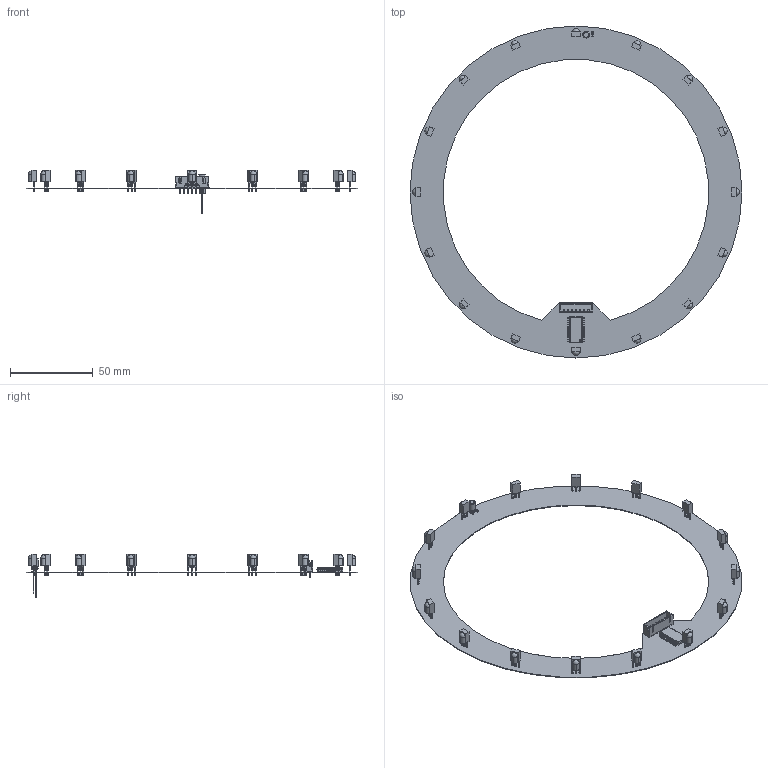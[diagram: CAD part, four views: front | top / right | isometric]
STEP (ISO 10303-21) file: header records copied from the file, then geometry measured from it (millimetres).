
FILE_DESCRIPTION(('Open CASCADE Model'),'2;1');
FILE_NAME('Open CASCADE Shape Model','2025-08-22T00:45:40',('Author'),( 'Open CASCADE'),'Open CASCADE STEP processor 6.8','Open CASCADE 6.8' ,'Unknown');
FILE_SCHEMA(('AUTOMOTIVE_DESIGN { 1 0 10303 214 1 1 1 1 }'));
Length unit declared in the file: millimetre
Products named in the file (42): PCB; Board; Open CASCADE STEP translator 6.8 1.1.1; U60; XH_2,54_7p_RGB13493756; 7536348512; Open_CASCADE_STEP_translator_6.8_12.1; Body; Open_CASCADE_STEP_translator_6.8_12.2.1; Leader; R1; R1206; C1; User_Library-Cap_4x7; User_Library-Cap_4x7_1_1; User_Library-Cap_4x7_2_1; User_Library-Cap_4x7_3_1; User_Library-Cap_4x7_4_1; User_Library-Cap_4x7_5_1; User_Library-Cap_4x7_6_1; User_Library-Cap_4x7_7_1; User_Library-Cap_4x7_8_1; User_Library-Cap_4x7_9_1; User_Library-Cap_4x7_10_1; TSOP
Assembly tree (79 placements, depth 5):
  PCB
    Board
      Open CASCADE STEP translator 6.8 1.1.1
    U60
      XH_2,54_7p_RGB13493756
    U60
      7536348512
        Open_CASCADE_STEP_translator_6.8_12.1
        Body
          Open_CASCADE_STEP_translator_6.8_12.2.1
        Leader  x24
    R1
      R1206
    C1
      User_Library-Cap_4x7
        User_Library-Cap_4x7_1_1
        User_Library-Cap_4x7_2_1
        User_Library-Cap_4x7_3_1
        User_Library-Cap_4x7_4_1
        User_Library-Cap_4x7_5_1
        User_Library-Cap_4x7_6_1
        User_Library-Cap_4x7_7_1
        User_Library-Cap_4x7_8_1
        User_Library-Cap_4x7_9_1
        User_Library-Cap_4x7_10_1
    U60
      TSOP
    U60
      TSOP
    U60
      TSOP
    U60
      TSOP
    U60
      TSOP
    U60
      TSOP
    U60
      TSOP
    U60
      TSOP
    U60
      TSOP
    U60
      TSOP
    U60
      TSOP
    U60
      TSOP
    U60
      TSOP
    U60
      TSOP
    U60
      TSOP
    U60
      TSOP
Bounding box: 200 x 200 x 26.5 mm (x, y, z)
Volume: 7747.3 mm3; surface area: 29104.6 mm2
Topology: 61 solids, 62 shells, 1806 faces, 4158 edges, 2506 vertices
Faces by surface type: plane 1373, cylinder 335, bspline 48, sphere 26, extrusion 24
Full cylindrical faces by diameter (mm): 0.6 x2, 0.7 x48, 0.95 x1, 1 x48, 1.1 x7, 200 x1
Entity records: 25198 total; most frequent: CARTESIAN_POINT 6295, ORIENTED_EDGE 2909, DIRECTION 2822, EDGE_CURVE 1455, VECTOR 994, LINE 970, VERTEX_POINT 919, AXIS2_PLACEMENT_3D 914
